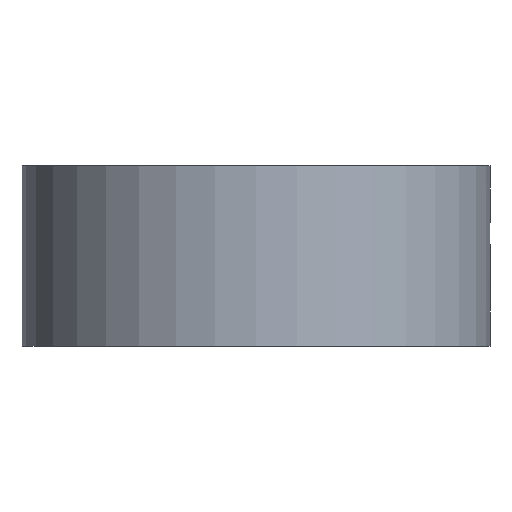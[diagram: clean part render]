
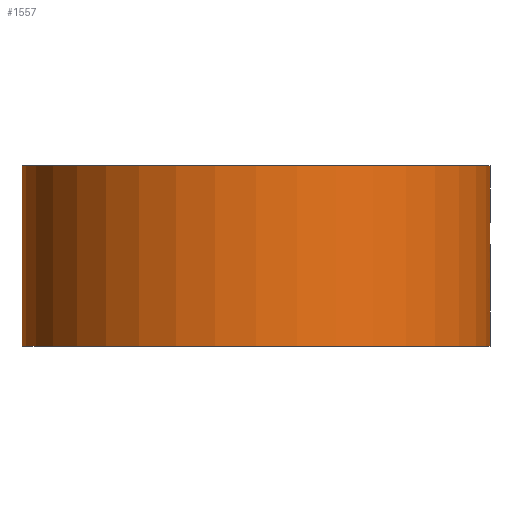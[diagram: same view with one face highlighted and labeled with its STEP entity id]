
A CAD part, front view. The second image highlights one B-rep face of the part: STEP entity #1557.
In plain terms, the highlighted cylindrical face has radius 51.85 mm (diameter 103.7 mm), a partial arc.
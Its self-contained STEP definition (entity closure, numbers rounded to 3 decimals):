
#92 = AXIS2_PLACEMENT_3D ( 'NONE', #164, #904, #777 ) ;
#102 = CARTESIAN_POINT ( 'NONE',  ( 51.85, -0.278, 27.393 ) ) ;
#104 = EDGE_CURVE ( 'NONE', #975, #347, #465, .T. ) ;
#108 = ORIENTED_EDGE ( 'NONE', *, *, #1664, .T. ) ;
#116 = VERTEX_POINT ( 'NONE', #1364 ) ;
#164 = CARTESIAN_POINT ( 'NONE',  ( 0., 0., 0. ) ) ;
#176 = LINE ( 'NONE', #1705, #583 ) ;
#284 = EDGE_CURVE ( 'NONE', #1246, #347, #516, .T. ) ;
#298 = CARTESIAN_POINT ( 'NONE',  ( 51.82, -1.761, 23.895 ) ) ;
#347 = VERTEX_POINT ( 'NONE', #1339 ) ;
#354 = VERTEX_POINT ( 'NONE', #1645 ) ;
#380 = DIRECTION ( 'NONE',  ( 0., 0., 1. ) ) ;
#384 = CARTESIAN_POINT ( 'NONE',  ( 51.811, -2., 24.718 ) ) ;
#405 = CARTESIAN_POINT ( 'NONE',  ( 51.85, 0., 27.449 ) ) ;
#431 = AXIS2_PLACEMENT_3D ( 'NONE', #1827, #1326, #1986 ) ;
#459 = CARTESIAN_POINT ( 'NONE',  ( 51.825, -1.616, 26.362 ) ) ;
#465 = CIRCLE ( 'NONE', #431, 51.85 ) ;
#486 = CARTESIAN_POINT ( 'NONE',  ( 0., 0., 0. ) ) ;
#516 = LINE ( 'NONE', #1763, #1968 ) ;
#535 = CARTESIAN_POINT ( 'NONE',  ( 51.811, -2., 25.286 ) ) ;
#543 = LINE ( 'NONE', #807, #1714 ) ;
#544 = CARTESIAN_POINT ( 'NONE',  ( 51.85, 0., 27.449 ) ) ;
#583 = VECTOR ( 'NONE', #611, 1000. ) ;
#601 = CARTESIAN_POINT ( 'NONE',  ( 51.85, -0.282, 22.608 ) ) ;
#611 = DIRECTION ( 'NONE',  ( 0., 0., 1. ) ) ;
#651 = FACE_OUTER_BOUND ( 'NONE', #726, .T. ) ;
#726 = EDGE_LOOP ( 'NONE', ( #1878, #108, #785, #1460, #1302, #963 ) ) ;
#777 = DIRECTION ( 'NONE',  ( 1., 0., 0. ) ) ;
#785 = ORIENTED_EDGE ( 'NONE', *, *, #1147, .T. ) ;
#807 = CARTESIAN_POINT ( 'NONE',  ( -51.85, 0., 0. ) ) ;
#839 = CARTESIAN_POINT ( 'NONE',  ( 51.848, -0.553, 22.715 ) ) ;
#847 = EDGE_CURVE ( 'NONE', #1246, #354, #1220, .T. ) ;
#857 = CARTESIAN_POINT ( 'NONE',  ( 51.833, -1.348, 23.311 ) ) ;
#904 = DIRECTION ( 'NONE',  ( 0., 0., 1. ) ) ;
#958 = DIRECTION ( 'NONE',  ( 0., 0., 1. ) ) ;
#963 = ORIENTED_EDGE ( 'NONE', *, *, #104, .F. ) ;
#975 = VERTEX_POINT ( 'NONE', #1644 ) ;
#1075 = CARTESIAN_POINT ( 'NONE',  ( -51.85, 0., 0. ) ) ;
#1146 = CARTESIAN_POINT ( 'NONE',  ( 51.842, -0.917, 22.936 ) ) ;
#1147 = EDGE_CURVE ( 'NONE', #116, #354, #176, .T. ) ;
#1220 = B_SPLINE_CURVE_WITH_KNOTS ( 'NONE', 3,
 ( #544, #102, #1930, #1762, #1834, #459, #1289, #1299, #535, #384, #1940, #298, #1797, #857, #1785, #1981, #1146, #839, #601, #1626 ),
 .UNSPECIFIED., .F., .F.,
 ( 4, 2, 2, 2, 2, 2, 2, 2, 2, 4 ),
 ( 0.009, 0.01, 0.011, 0.011, 0.012, 0.013, 0.014, 0.014, 0.015, 0.016 ),
 .UNSPECIFIED. ) ;
#1225 = DIRECTION ( 'NONE',  ( 0., 0., 1. ) ) ;
#1236 = EDGE_CURVE ( 'NONE', #1566, #975, #543, .T. ) ;
#1246 = VERTEX_POINT ( 'NONE', #405 ) ;
#1250 = AXIS2_PLACEMENT_3D ( 'NONE', #486, #1225, #1398 ) ;
#1289 = CARTESIAN_POINT ( 'NONE',  ( 51.82, -1.759, 26.108 ) ) ;
#1299 = CARTESIAN_POINT ( 'NONE',  ( 51.813, -1.95, 25.573 ) ) ;
#1302 = ORIENTED_EDGE ( 'NONE', *, *, #284, .T. ) ;
#1326 = DIRECTION ( 'NONE',  ( 0., 0., 1. ) ) ;
#1339 = CARTESIAN_POINT ( 'NONE',  ( 51.85, 0., 40. ) ) ;
#1364 = CARTESIAN_POINT ( 'NONE',  ( 51.85, 0., 0. ) ) ;
#1398 = DIRECTION ( 'NONE',  ( 1., 0., 0. ) ) ;
#1460 = ORIENTED_EDGE ( 'NONE', *, *, #847, .F. ) ;
#1516 = CIRCLE ( 'NONE', #92, 51.85 ) ;
#1535 = CYLINDRICAL_SURFACE ( 'NONE', #1250, 51.85 ) ;
#1557 = ADVANCED_FACE ( 'NONE', ( #651 ), #1535, .T. ) ;
#1566 = VERTEX_POINT ( 'NONE', #1075 ) ;
#1626 = CARTESIAN_POINT ( 'NONE',  ( 51.85, 0., 22.551 ) ) ;
#1644 = CARTESIAN_POINT ( 'NONE',  ( -51.85, 0., 40. ) ) ;
#1645 = CARTESIAN_POINT ( 'NONE',  ( 51.85, 0., 22.551 ) ) ;
#1664 = EDGE_CURVE ( 'NONE', #1566, #116, #1516, .T. ) ;
#1705 = CARTESIAN_POINT ( 'NONE',  ( 51.85, 0., 0. ) ) ;
#1714 = VECTOR ( 'NONE', #380, 1000. ) ;
#1762 = CARTESIAN_POINT ( 'NONE',  ( 51.84, -1.036, 26.993 ) ) ;
#1763 = CARTESIAN_POINT ( 'NONE',  ( 51.85, 0., 0. ) ) ;
#1785 = CARTESIAN_POINT ( 'NONE',  ( 51.835, -1.248, 23.207 ) ) ;
#1797 = CARTESIAN_POINT ( 'NONE',  ( 51.825, -1.618, 23.641 ) ) ;
#1827 = CARTESIAN_POINT ( 'NONE',  ( 0., 0., 40. ) ) ;
#1834 = CARTESIAN_POINT ( 'NONE',  ( 51.835, -1.256, 26.802 ) ) ;
#1878 = ORIENTED_EDGE ( 'NONE', *, *, #1236, .F. ) ;
#1930 = CARTESIAN_POINT ( 'NONE',  ( 51.848, -0.55, 27.286 ) ) ;
#1940 = CARTESIAN_POINT ( 'NONE',  ( 51.813, -1.951, 24.43 ) ) ;
#1968 = VECTOR ( 'NONE', #958, 1000. ) ;
#1981 = CARTESIAN_POINT ( 'NONE',  ( 51.84, -1.032, 23.019 ) ) ;
#1986 = DIRECTION ( 'NONE',  ( 1., 0., 0. ) ) ;
